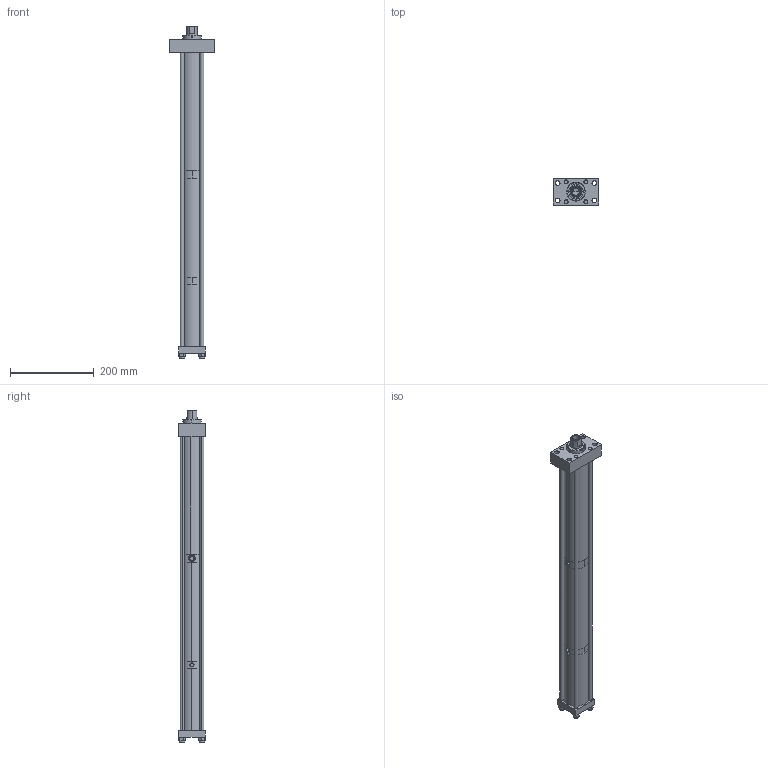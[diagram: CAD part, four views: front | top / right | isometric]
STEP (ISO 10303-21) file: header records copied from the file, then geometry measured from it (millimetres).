
FILE_DESCRIPTION (( 'STEP AP203' ), '1' );
FILE_NAME ('HPI-1-4.00-.50-FH-2020.STEP', '2020-04-15T12:17:35', ( '' ), ( '' ), 'SwSTEP 2.0', 'SolidWorks 2018', '' );
FILE_SCHEMA (( 'CONFIG_CONTROL_DESIGN' ));
Length unit declared in the file: inch
Products named in the file (1): HPI-1-4.00-.50-FH-2020
Bounding box: 107.9 x 63.5 x 791.01 mm (x, y, z)
Volume: 986300.8 mm3; surface area: 422204.2 mm2
Topology: 17 solids, 17 shells, 297 faces, 646 edges, 418 vertices
Faces by surface type: cylinder 155, plane 114, cone 28
Entity records: 9000 total; most frequent: CARTESIAN_POINT 2086, DIRECTION 1539, ORIENTED_EDGE 1288, EDGE_CURVE 644, AXIS2_PLACEMENT_3D 623, VERTEX_POINT 418, EDGE_LOOP 382, CIRCLE 325
